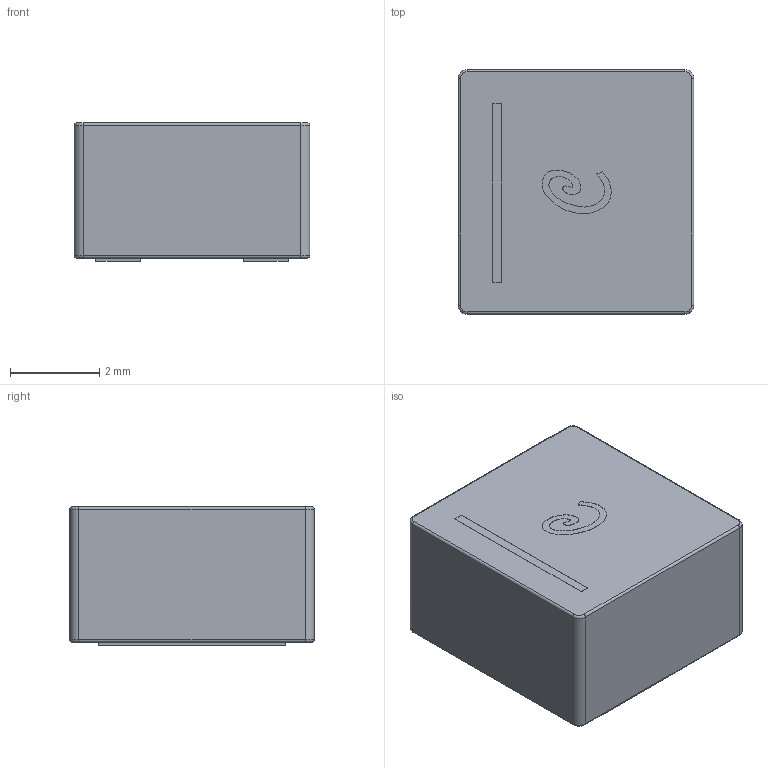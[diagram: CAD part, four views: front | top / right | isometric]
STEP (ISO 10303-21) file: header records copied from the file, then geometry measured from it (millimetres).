
FILE_DESCRIPTION(/* description */ (''),/* implementation_level */ '2;1');
FILE_NAME(/* name */ 'Coilcraft XAL5030-472MEB - Fixed Inductor 4.7uH 20% 5.9A 40mOhms AEC-Q200.stp',/* time_stamp */ '2020-06-03T19:41:50-04:00',/* author */ ('Ricardo'),/* organization */ (''),/* preprocessor_version */ 'ST-DEVELOPER v18.1',/* originating_system */ 'Autodesk Inventor 2021',/* authorisation */ '');
FILE_SCHEMA (('AUTOMOTIVE_DESIGN { 1 0 10303 214 3 1 1 }'));
Length unit declared in the file: millimetre
Products named in the file (4): Coilcraft AE465PYA521MSZ - Outgassing Compliant Power Inductors AE465
PYA; terminals; body; logo
Assembly tree (3 placements, depth 2):
  Coilcraft AE465PYA521MSZ - Outgassing Compliant Power Inductors AE465
PYA
    terminals
    body
    logo
Bounding box: 5.28 x 5.48 x 3.1 mm (x, y, z)
Volume: 88.1 mm3; surface area: 142.1 mm2
Topology: 5 solids, 5 shells, 80 faces, 194 edges, 124 vertices
Faces by surface type: bspline 31, plane 29, cylinder 12, torus 8
Entity records: 2670 total; most frequent: CARTESIAN_POINT 792, ORIENTED_EDGE 388, DIRECTION 300, EDGE_CURVE 194, VERTEX_POINT 124, LINE 100, VECTOR 100, AXIS2_PLACEMENT_3D 100
